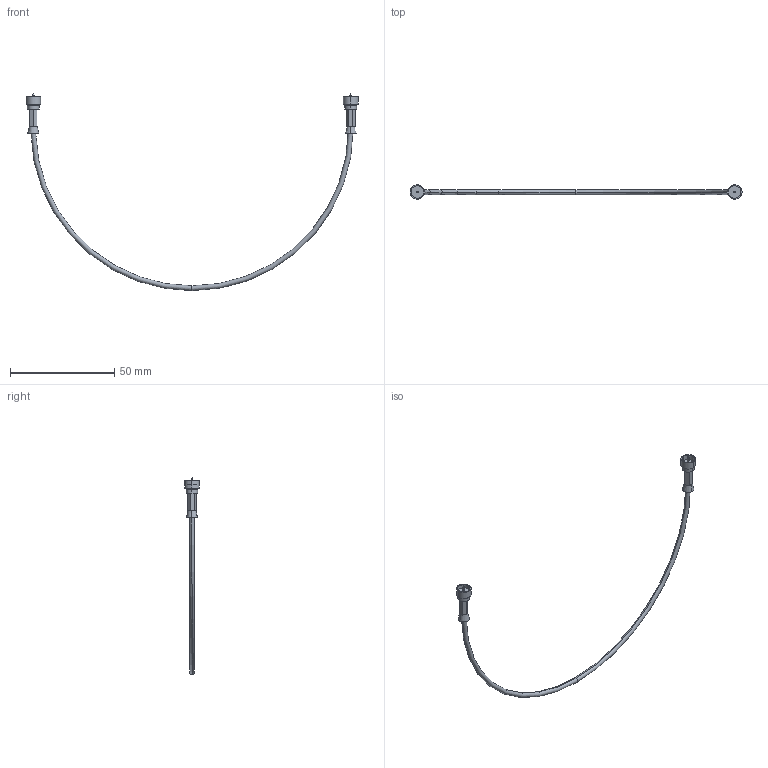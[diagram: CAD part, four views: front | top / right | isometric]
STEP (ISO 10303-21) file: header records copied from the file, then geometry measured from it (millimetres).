
FILE_DESCRIPTION (( 'STEP AP203' ), '1' );
FILE_NAME ('A4863-1-CN.STEP', '2013-11-19T17:55:07', ( '' ), ( '' ), 'SwSTEP 2.0', 'SolidWorks 2012', '' );
FILE_SCHEMA (( 'CONFIG_CONTROL_DESIGN' ));
Length unit declared in the file: inch
Products named in the file (1): A4863-1-CN
Bounding box: 159.4 x 7 x 94.71 mm (x, y, z)
Volume: 1524.8 mm3; surface area: 2576 mm2
Topology: 2 solids, 2 shells, 79 faces, 172 edges, 104 vertices
Faces by surface type: plane 43, cylinder 22, cone 10, torus 4
Entity records: 2246 total; most frequent: CARTESIAN_POINT 413, DIRECTION 396, ORIENTED_EDGE 336, EDGE_CURVE 168, AXIS2_PLACEMENT_3D 158, VERTEX_POINT 104, EDGE_LOOP 90, LINE 80
